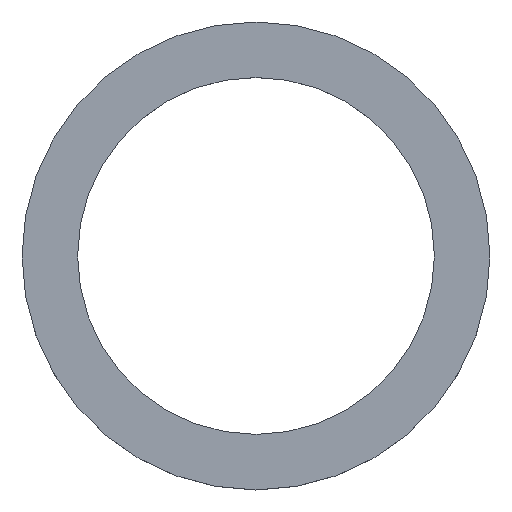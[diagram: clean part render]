
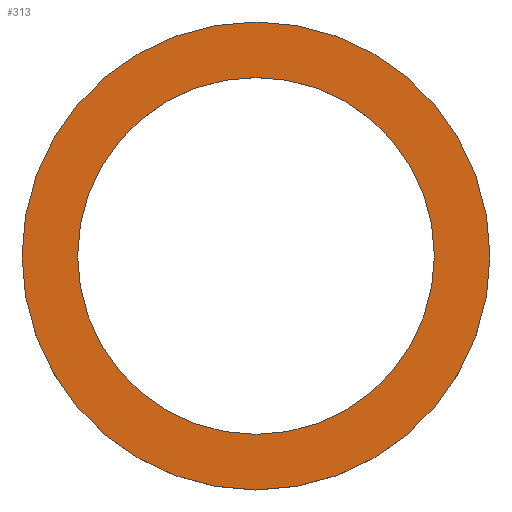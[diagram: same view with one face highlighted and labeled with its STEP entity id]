
A CAD part, top view. The second image highlights one B-rep face of the part: STEP entity #313.
In plain terms, the highlighted planar face has unit normal (0, 0, 1).
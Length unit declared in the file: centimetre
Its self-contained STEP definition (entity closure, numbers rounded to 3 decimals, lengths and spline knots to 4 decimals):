
#110=CIRCLE('',#332,2.3813);
#111=CIRCLE('',#334,1.8161);
#134=VERTEX_POINT('',#447);
#135=VERTEX_POINT('',#450);
#202=EDGE_CURVE('',#134,#134,#110,.T.);
#203=EDGE_CURVE('',#135,#135,#111,.T.);
#258=ORIENTED_EDGE('',*,*,#203,.F.);
#259=ORIENTED_EDGE('',*,*,#202,.F.);
#278=EDGE_LOOP('',(#258));
#279=EDGE_LOOP('',(#259));
#298=FACE_BOUND('',#278,.T.);
#299=FACE_BOUND('',#279,.T.);
#313=ADVANCED_FACE('',(#298,#299),#461,.T.);
#332=AXIS2_PLACEMENT_3D('',#446,#383,#384);
#334=AXIS2_PLACEMENT_3D('',#449,#387,#388);
#335=AXIS2_PLACEMENT_3D('',#451,#389,$);
#383=DIRECTION('',(0.,0.,-1.));
#384=DIRECTION('',(2.381,0.,0.));
#387=DIRECTION('',(0.,0.,1.));
#388=DIRECTION('',(1.816,0.,0.));
#389=DIRECTION('',(0.,0.,1.));
#446=CARTESIAN_POINT('',(0.,0.,0.127));
#447=CARTESIAN_POINT('',(2.3813,0.,0.127));
#449=CARTESIAN_POINT('',(0.,0.,0.127));
#450=CARTESIAN_POINT('',(1.8161,0.,0.127));
#451=CARTESIAN_POINT('',(0.,0.,0.127));
#461=PLANE('',#335);
